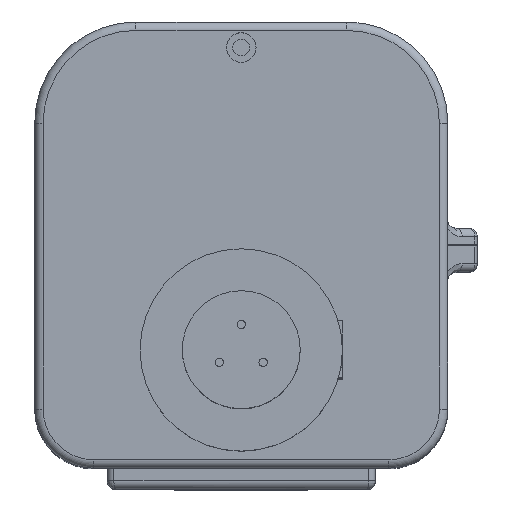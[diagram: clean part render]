
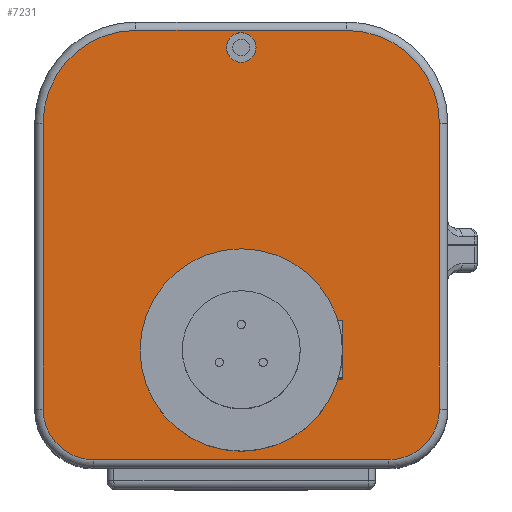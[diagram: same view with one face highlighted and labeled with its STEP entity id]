
A CAD part, top view. The second image highlights one B-rep face of the part: STEP entity #7231.
In plain terms, the highlighted planar face has unit normal (0, 0, 1).
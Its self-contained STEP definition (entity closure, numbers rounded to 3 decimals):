
#56=FACE_BOUND('',#1015,.T.);
#57=FACE_BOUND('',#1016,.T.);
#290=PLANE('',#7826);
#601=FACE_OUTER_BOUND('',#1014,.T.);
#1014=EDGE_LOOP('',(#5786,#5787,#5788,#5789,#5790,#5791,#5792,#5793));
#1015=EDGE_LOOP('',(#5794,#5795,#5796,#5797,#5798,#5799));
#1016=EDGE_LOOP('',(#5800));
#1435=LINE('',#10909,#2177);
#1437=LINE('',#10916,#2179);
#1680=LINE('',#11568,#2422);
#1681=LINE('',#11577,#2423);
#1682=LINE('',#11586,#2424);
#1683=LINE('',#11597,#2425);
#1693=LINE('',#11623,#2435);
#1694=LINE('',#11625,#2436);
#1695=LINE('',#11626,#2437);
#2177=VECTOR('',#8645,10.);
#2179=VECTOR('',#8651,10.);
#2422=VECTOR('',#9194,10.);
#2423=VECTOR('',#9207,10.);
#2424=VECTOR('',#9220,10.);
#2425=VECTOR('',#9233,10.);
#2435=VECTOR('',#9261,10.);
#2436=VECTOR('',#9262,10.);
#2437=VECTOR('',#9263,10.);
#2881=CIRCLE('',#7802,6.);
#2885=CIRCLE('',#7808,6.);
#2889=CIRCLE('',#7814,11.);
#2892=CIRCLE('',#7819,11.);
#2896=CIRCLE('',#7827,5.25);
#2897=CIRCLE('',#7828,1.75);
#3184=VERTEX_POINT('',#10897);
#3186=VERTEX_POINT('',#10903);
#3187=VERTEX_POINT('',#10908);
#3190=VERTEX_POINT('',#10914);
#3391=VERTEX_POINT('',#11561);
#3394=VERTEX_POINT('',#11566);
#3395=VERTEX_POINT('',#11570);
#3396=VERTEX_POINT('',#11575);
#3397=VERTEX_POINT('',#11579);
#3398=VERTEX_POINT('',#11584);
#3400=VERTEX_POINT('',#11589);
#3402=VERTEX_POINT('',#11595);
#3409=VERTEX_POINT('',#11622);
#3410=VERTEX_POINT('',#11624);
#3411=VERTEX_POINT('',#11628);
#3943=EDGE_CURVE('',#3186,#3187,#1435,.T.);
#3947=EDGE_CURVE('',#3190,#3184,#1437,.T.);
#4246=EDGE_CURVE('',#3394,#3391,#1680,.T.);
#4248=EDGE_CURVE('',#3395,#3394,#2881,.T.);
#4251=EDGE_CURVE('',#3396,#3395,#1681,.T.);
#4253=EDGE_CURVE('',#3397,#3396,#2885,.T.);
#4256=EDGE_CURVE('',#3398,#3397,#1682,.T.);
#4258=EDGE_CURVE('',#3400,#3398,#2889,.T.);
#4261=EDGE_CURVE('',#3402,#3400,#1683,.T.);
#4263=EDGE_CURVE('',#3391,#3402,#2892,.T.);
#4275=EDGE_CURVE('',#3190,#3409,#1693,.T.);
#4276=EDGE_CURVE('',#3409,#3410,#1694,.T.);
#4277=EDGE_CURVE('',#3410,#3187,#1695,.T.);
#4278=EDGE_CURVE('',#3186,#3184,#2896,.T.);
#4279=EDGE_CURVE('',#3411,#3411,#2897,.T.);
#5786=ORIENTED_EDGE('',*,*,#4246,.F.);
#5787=ORIENTED_EDGE('',*,*,#4248,.F.);
#5788=ORIENTED_EDGE('',*,*,#4251,.F.);
#5789=ORIENTED_EDGE('',*,*,#4253,.F.);
#5790=ORIENTED_EDGE('',*,*,#4256,.F.);
#5791=ORIENTED_EDGE('',*,*,#4258,.F.);
#5792=ORIENTED_EDGE('',*,*,#4261,.F.);
#5793=ORIENTED_EDGE('',*,*,#4263,.F.);
#5794=ORIENTED_EDGE('',*,*,#4275,.T.);
#5795=ORIENTED_EDGE('',*,*,#4276,.T.);
#5796=ORIENTED_EDGE('',*,*,#4277,.T.);
#5797=ORIENTED_EDGE('',*,*,#3943,.F.);
#5798=ORIENTED_EDGE('',*,*,#4278,.T.);
#5799=ORIENTED_EDGE('',*,*,#3947,.F.);
#5800=ORIENTED_EDGE('',*,*,#4279,.T.);
#7231=ADVANCED_FACE('',(#601,#56,#57),#290,.T.);
#7802=AXIS2_PLACEMENT_3D('',#11572,#9199,#9200);
#7808=AXIS2_PLACEMENT_3D('',#11581,#9212,#9213);
#7814=AXIS2_PLACEMENT_3D('',#11591,#9225,#9226);
#7819=AXIS2_PLACEMENT_3D('',#11600,#9237,#9238);
#7826=AXIS2_PLACEMENT_3D('',#11621,#9259,#9260);
#7827=AXIS2_PLACEMENT_3D('',#11627,#9264,#9265);
#7828=AXIS2_PLACEMENT_3D('',#11629,#9266,#9267);
#8645=DIRECTION('',(0.,-1.,0.));
#8651=DIRECTION('',(0.,-1.,0.));
#9194=DIRECTION('',(0.,1.,0.));
#9199=DIRECTION('center_axis',(0.,0.,-1.));
#9200=DIRECTION('ref_axis',(-0.707,-0.707,0.));
#9207=DIRECTION('',(-1.,0.,0.));
#9212=DIRECTION('center_axis',(0.,0.,-1.));
#9213=DIRECTION('ref_axis',(0.707,-0.707,0.));
#9220=DIRECTION('',(0.,-1.,0.));
#9225=DIRECTION('center_axis',(0.,0.,-1.));
#9226=DIRECTION('ref_axis',(0.707,0.707,0.));
#9233=DIRECTION('',(1.,0.,0.));
#9237=DIRECTION('center_axis',(0.,0.,-1.));
#9238=DIRECTION('ref_axis',(-0.707,0.707,0.));
#9259=DIRECTION('center_axis',(0.,0.,1.));
#9260=DIRECTION('ref_axis',(-1.,0.,0.));
#9261=DIRECTION('',(1.,0.,0.));
#9262=DIRECTION('',(0.,-1.,0.));
#9263=DIRECTION('',(-1.,0.,0.));
#9264=DIRECTION('center_axis',(0.,0.,-1.));
#9265=DIRECTION('ref_axis',(-1.,0.,0.));
#9266=DIRECTION('center_axis',(0.,0.,-1.));
#9267=DIRECTION('ref_axis',(-1.,0.,0.));
#10897=CARTESIAN_POINT('',(25.5,-13.299,83.2));
#10903=CARTESIAN_POINT('',(25.5,-16.501,83.2));
#10908=CARTESIAN_POINT('',(25.5,-18.364,83.2));
#10909=CARTESIAN_POINT('',(25.5,-10.403,83.2));
#10914=CARTESIAN_POINT('',(25.5,-11.436,83.2));
#10916=CARTESIAN_POINT('',(25.5,-10.403,83.2));
#11561=CARTESIAN_POINT('',(-3.,12.017,83.2));
#11566=CARTESIAN_POINT('',(-3.,-21.9,83.2));
#11568=CARTESIAN_POINT('',(-3.,-9.721,83.2));
#11570=CARTESIAN_POINT('',(3.,-27.9,83.2));
#11572=CARTESIAN_POINT('Origin',(3.,-21.9,83.2));
#11575=CARTESIAN_POINT('',(38.,-27.9,83.2));
#11577=CARTESIAN_POINT('',(11.75,-27.9,83.2));
#11579=CARTESIAN_POINT('',(44.,-21.9,83.2));
#11581=CARTESIAN_POINT('Origin',(38.,-21.9,83.2));
#11584=CARTESIAN_POINT('',(44.,12.017,83.2));
#11586=CARTESIAN_POINT('',(44.,-2.471,83.2));
#11589=CARTESIAN_POINT('',(33.,23.017,83.2));
#11591=CARTESIAN_POINT('Origin',(33.,12.017,83.2));
#11595=CARTESIAN_POINT('',(8.,23.017,83.2));
#11597=CARTESIAN_POINT('',(26.75,23.017,83.2));
#11600=CARTESIAN_POINT('Origin',(8.,12.017,83.2));
#11621=CARTESIAN_POINT('Origin',(20.5,-2.442,83.2));
#11622=CARTESIAN_POINT('',(32.5,-11.436,83.2));
#11623=CARTESIAN_POINT('',(29.5,-11.436,83.2));
#11624=CARTESIAN_POINT('',(32.5,-18.364,83.2));
#11625=CARTESIAN_POINT('',(32.5,-11.436,83.2));
#11626=CARTESIAN_POINT('',(32.5,-18.364,83.2));
#11627=CARTESIAN_POINT('Origin',(20.5,-14.9,83.2));
#11628=CARTESIAN_POINT('',(22.25,20.99,83.2));
#11629=CARTESIAN_POINT('Origin',(20.5,20.99,83.2));
